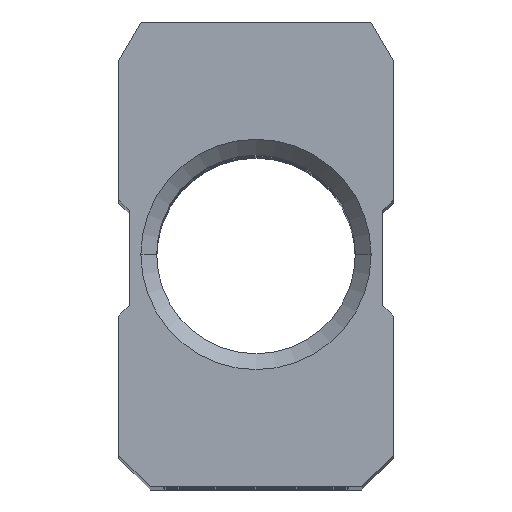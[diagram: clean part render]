
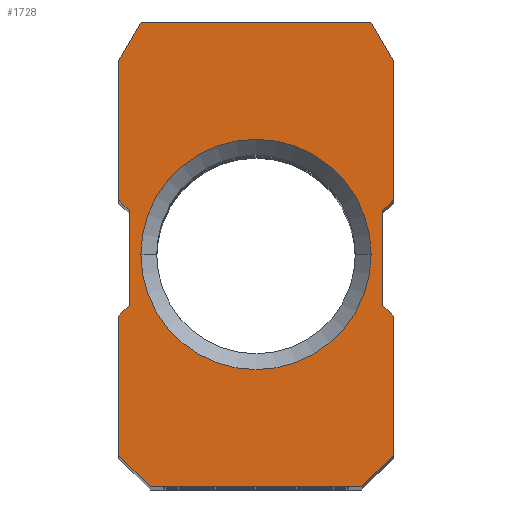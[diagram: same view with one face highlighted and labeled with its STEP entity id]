
A CAD part, top view. The second image highlights one B-rep face of the part: STEP entity #1728.
In plain terms, the highlighted planar face has unit normal (0, 0, 1).
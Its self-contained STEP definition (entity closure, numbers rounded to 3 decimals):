
#12 = CARTESIAN_POINT ( 'NONE',  ( 12., 26.163, 0. ) ) ;
#50 = DIRECTION ( 'NONE',  ( 0.707, 0.707, 0. ) ) ;
#54 = LINE ( 'NONE', #1295, #2675 ) ;
#80 = DIRECTION ( 'NONE',  ( 0.707, 0.707, 0. ) ) ;
#83 = ORIENTED_EDGE ( 'NONE', *, *, #1219, .F. ) ;
#164 = FACE_OUTER_BOUND ( 'NONE', #1287, .T. ) ;
#173 = ORIENTED_EDGE ( 'NONE', *, *, #2521, .T. ) ;
#201 = EDGE_CURVE ( 'NONE', #1863, #621, #1312, .T. ) ;
#226 = DIRECTION ( 'NONE',  ( 1., 0., 0. ) ) ;
#278 = LINE ( 'NONE', #493, #389 ) ;
#379 = CARTESIAN_POINT ( 'NONE',  ( 13., 44., 0. ) ) ;
#389 = VECTOR ( 'NONE', #1652, 1000. ) ;
#394 = VECTOR ( 'NONE', #3018, 1000. ) ;
#493 = CARTESIAN_POINT ( 'NONE',  ( -13.919, 43.081, 0. ) ) ;
#497 = AXIS2_PLACEMENT_3D ( 'NONE', #2501, #2462, #2709 ) ;
#512 = CARTESIAN_POINT ( 'NONE',  ( -10., 0., 0. ) ) ;
#621 = VERTEX_POINT ( 'NONE', #1273 ) ;
#675 = DIRECTION ( 'NONE',  ( 0., -1., 0. ) ) ;
#717 = EDGE_CURVE ( 'NONE', #2652, #2597, #1941, .T. ) ;
#758 = VECTOR ( 'NONE', #2730, 1000. ) ;
#766 = DIRECTION ( 'NONE',  ( 0., 1., 0. ) ) ;
#776 = AXIS2_PLACEMENT_3D ( 'NONE', #2626, #2188, #2871 ) ;
#782 = CARTESIAN_POINT ( 'NONE',  ( 12., 26.163, 0. ) ) ;
#791 = CARTESIAN_POINT ( 'NONE',  ( 0., 22., 0. ) ) ;
#826 = DIRECTION ( 'NONE',  ( 0., 0., -1. ) ) ;
#841 = VERTEX_POINT ( 'NONE', #2309 ) ;
#844 = VERTEX_POINT ( 'NONE', #1160 ) ;
#855 = CARTESIAN_POINT ( 'NONE',  ( -33.5, 23.5, 0. ) ) ;
#880 = DIRECTION ( 'NONE',  ( -0.707, -0.707, 0. ) ) ;
#904 = EDGE_CURVE ( 'NONE', #2990, #2487, #2639, .T. ) ;
#937 = CARTESIAN_POINT ( 'NONE',  ( -13., 0., 0. ) ) ;
#962 = EDGE_CURVE ( 'NONE', #2289, #841, #1133, .T. ) ;
#982 = CARTESIAN_POINT ( 'NONE',  ( -10.9, 22., 0. ) ) ;
#984 = VECTOR ( 'NONE', #2346, 1000. ) ;
#1006 = EDGE_CURVE ( 'NONE', #621, #2597, #2329, .T. ) ;
#1032 = VECTOR ( 'NONE', #1199, 1000. ) ;
#1035 = CARTESIAN_POINT ( 'NONE',  ( -12., 17.163, 0. ) ) ;
#1038 = ORIENTED_EDGE ( 'NONE', *, *, #2319, .F. ) ;
#1040 = ORIENTED_EDGE ( 'NONE', *, *, #2057, .T. ) ;
#1046 = EDGE_CURVE ( 'NONE', #1863, #1685, #3000, .T. ) ;
#1133 = LINE ( 'NONE', #2596, #1032 ) ;
#1139 = ORIENTED_EDGE ( 'NONE', *, *, #1959, .T. ) ;
#1160 = CARTESIAN_POINT ( 'NONE',  ( 13., 40.326, 0. ) ) ;
#1177 = ORIENTED_EDGE ( 'NONE', *, *, #1278, .T. ) ;
#1199 = DIRECTION ( 'NONE',  ( 0., -1., 0. ) ) ;
#1219 = EDGE_CURVE ( 'NONE', #2289, #2341, #54, .T. ) ;
#1220 = CARTESIAN_POINT ( 'NONE',  ( 10.879, 44., 0. ) ) ;
#1240 = LINE ( 'NONE', #379, #758 ) ;
#1242 = CARTESIAN_POINT ( 'NONE',  ( 12., 17.163, 0. ) ) ;
#1252 = DIRECTION ( 'NONE',  ( 1., 0., 0. ) ) ;
#1259 = PLANE ( 'NONE',  #776 ) ;
#1273 = CARTESIAN_POINT ( 'NONE',  ( -13., 40.326, 0. ) ) ;
#1278 = EDGE_CURVE ( 'NONE', #1982, #1602, #1570, .T. ) ;
#1281 = ORIENTED_EDGE ( 'NONE', *, *, #201, .T. ) ;
#1287 = EDGE_LOOP ( 'NONE', ( #1915, #1710, #1480, #1281, #1672, #2186, #1038, #83, #2054, #1139, #1040, #2181, #1861, #1538, #2689, #3050 ) ) ;
#1295 = CARTESIAN_POINT ( 'NONE',  ( 0.919, 30.081, 0. ) ) ;
#1312 = LINE ( 'NONE', #2075, #984 ) ;
#1378 = DIRECTION ( 'NONE',  ( -0.707, 0.707, 0. ) ) ;
#1410 = EDGE_CURVE ( 'NONE', #2635, #2990, #2668, .T. ) ;
#1458 = LINE ( 'NONE', #1518, #2771 ) ;
#1480 = ORIENTED_EDGE ( 'NONE', *, *, #1046, .F. ) ;
#1518 = CARTESIAN_POINT ( 'NONE',  ( 4.909, 54.34, 0. ) ) ;
#1523 = CARTESIAN_POINT ( 'NONE',  ( 13., 27.163, 0. ) ) ;
#1538 = ORIENTED_EDGE ( 'NONE', *, *, #2000, .F. ) ;
#1546 = VERTEX_POINT ( 'NONE', #2824 ) ;
#1570 = CIRCLE ( 'NONE', #2447, 10.9 ) ;
#1572 = VECTOR ( 'NONE', #1677, 1000. ) ;
#1583 = CARTESIAN_POINT ( 'NONE',  ( 13., 16.163, 0. ) ) ;
#1602 = VERTEX_POINT ( 'NONE', #2580 ) ;
#1652 = DIRECTION ( 'NONE',  ( 0.707, -0.707, 0. ) ) ;
#1671 = CARTESIAN_POINT ( 'NONE',  ( -13., 44., 0. ) ) ;
#1672 = ORIENTED_EDGE ( 'NONE', *, *, #1006, .T. ) ;
#1677 = DIRECTION ( 'NONE',  ( 0., -1., 0. ) ) ;
#1685 = VERTEX_POINT ( 'NONE', #1220 ) ;
#1705 = LINE ( 'NONE', #2166, #2843 ) ;
#1710 = ORIENTED_EDGE ( 'NONE', *, *, #2482, .T. ) ;
#1726 = DIRECTION ( 'NONE',  ( 1., 0., 0. ) ) ;
#1728 = ADVANCED_FACE ( 'NONE', ( #1815, #164 ), #1259, .T. ) ;
#1789 = VERTEX_POINT ( 'NONE', #512 ) ;
#1811 = CARTESIAN_POINT ( 'NONE',  ( 10., 0., 0. ) ) ;
#1815 = FACE_BOUND ( 'NONE', #2370, .T. ) ;
#1833 = VECTOR ( 'NONE', #50, 1000. ) ;
#1850 = CARTESIAN_POINT ( 'NONE',  ( -13., 44., 0. ) ) ;
#1861 = ORIENTED_EDGE ( 'NONE', *, *, #2570, .F. ) ;
#1863 = VERTEX_POINT ( 'NONE', #2198 ) ;
#1915 = ORIENTED_EDGE ( 'NONE', *, *, #2877, .F. ) ;
#1941 = LINE ( 'NONE', #2719, #2189 ) ;
#1959 = EDGE_CURVE ( 'NONE', #841, #1789, #2435, .T. ) ;
#1968 = VECTOR ( 'NONE', #226, 1000. ) ;
#1982 = VERTEX_POINT ( 'NONE', #982 ) ;
#1993 = CARTESIAN_POINT ( 'NONE',  ( -13., 27.163, 0. ) ) ;
#2000 = EDGE_CURVE ( 'NONE', #2487, #2773, #278, .T. ) ;
#2054 = ORIENTED_EDGE ( 'NONE', *, *, #962, .T. ) ;
#2057 = EDGE_CURVE ( 'NONE', #1789, #2770, #2737, .T. ) ;
#2075 = CARTESIAN_POINT ( 'NONE',  ( -11.409, 43.081, 0. ) ) ;
#2136 = CARTESIAN_POINT ( 'NONE',  ( -13., 16.163, 0. ) ) ;
#2166 = CARTESIAN_POINT ( 'NONE',  ( -12., 17.163, 0. ) ) ;
#2176 = DIRECTION ( 'NONE',  ( 0., -1., 0. ) ) ;
#2181 = ORIENTED_EDGE ( 'NONE', *, *, #2917, .T. ) ;
#2186 = ORIENTED_EDGE ( 'NONE', *, *, #717, .F. ) ;
#2188 = DIRECTION ( 'NONE',  ( 0., 0., 1. ) ) ;
#2189 = VECTOR ( 'NONE', #1378, 1000. ) ;
#2198 = CARTESIAN_POINT ( 'NONE',  ( -10.879, 44., 0. ) ) ;
#2227 = CARTESIAN_POINT ( 'NONE',  ( -12., 26.163, 0. ) ) ;
#2258 = VECTOR ( 'NONE', #880, 1000. ) ;
#2289 = VERTEX_POINT ( 'NONE', #2136 ) ;
#2309 = CARTESIAN_POINT ( 'NONE',  ( -13., 3., 0. ) ) ;
#2319 = EDGE_CURVE ( 'NONE', #2341, #2652, #1705, .T. ) ;
#2329 = LINE ( 'NONE', #1850, #2925 ) ;
#2341 = VERTEX_POINT ( 'NONE', #1035 ) ;
#2346 = DIRECTION ( 'NONE',  ( -0.5, -0.866, 0. ) ) ;
#2370 = EDGE_LOOP ( 'NONE', ( #173, #1177 ) ) ;
#2435 = LINE ( 'NONE', #855, #394 ) ;
#2447 = AXIS2_PLACEMENT_3D ( 'NONE', #791, #826, #1726 ) ;
#2462 = DIRECTION ( 'NONE',  ( 0., 0., -1. ) ) ;
#2482 = EDGE_CURVE ( 'NONE', #844, #1685, #1458, .T. ) ;
#2487 = VERTEX_POINT ( 'NONE', #1242 ) ;
#2491 = VECTOR ( 'NONE', #2176, 1000. ) ;
#2501 = CARTESIAN_POINT ( 'NONE',  ( 0., 22., 0. ) ) ;
#2521 = EDGE_CURVE ( 'NONE', #1602, #1982, #2634, .T. ) ;
#2570 = EDGE_CURVE ( 'NONE', #2773, #1546, #1240, .T. ) ;
#2580 = CARTESIAN_POINT ( 'NONE',  ( 10.9, 22., 0. ) ) ;
#2596 = CARTESIAN_POINT ( 'NONE',  ( -13., 44., 0. ) ) ;
#2597 = VERTEX_POINT ( 'NONE', #1993 ) ;
#2607 = CARTESIAN_POINT ( 'NONE',  ( 20.5, 10.5, 0. ) ) ;
#2626 = CARTESIAN_POINT ( 'NONE',  ( -13., 44., 0. ) ) ;
#2634 = CIRCLE ( 'NONE', #497, 10.9 ) ;
#2635 = VERTEX_POINT ( 'NONE', #1523 ) ;
#2639 = LINE ( 'NONE', #12, #1572 ) ;
#2644 = CARTESIAN_POINT ( 'NONE',  ( 13., 44., 0. ) ) ;
#2652 = VERTEX_POINT ( 'NONE', #2227 ) ;
#2668 = LINE ( 'NONE', #2948, #2258 ) ;
#2675 = VECTOR ( 'NONE', #80, 1000. ) ;
#2689 = ORIENTED_EDGE ( 'NONE', *, *, #904, .F. ) ;
#2709 = DIRECTION ( 'NONE',  ( 1., 0., 0. ) ) ;
#2719 = CARTESIAN_POINT ( 'NONE',  ( -21.419, 35.581, 0. ) ) ;
#2730 = DIRECTION ( 'NONE',  ( 0., -1., 0. ) ) ;
#2737 = LINE ( 'NONE', #937, #1968 ) ;
#2770 = VERTEX_POINT ( 'NONE', #1811 ) ;
#2771 = VECTOR ( 'NONE', #2868, 1000. ) ;
#2773 = VERTEX_POINT ( 'NONE', #1583 ) ;
#2824 = CARTESIAN_POINT ( 'NONE',  ( 13., 3., 0. ) ) ;
#2843 = VECTOR ( 'NONE', #766, 1000. ) ;
#2868 = DIRECTION ( 'NONE',  ( -0.5, 0.866, 0. ) ) ;
#2871 = DIRECTION ( 'NONE',  ( 1., 0., 0. ) ) ;
#2877 = EDGE_CURVE ( 'NONE', #844, #2635, #3045, .T. ) ;
#2917 = EDGE_CURVE ( 'NONE', #2770, #1546, #2972, .T. ) ;
#2925 = VECTOR ( 'NONE', #675, 1000. ) ;
#2948 = CARTESIAN_POINT ( 'NONE',  ( 8.419, 22.581, 0. ) ) ;
#2964 = VECTOR ( 'NONE', #1252, 1000. ) ;
#2972 = LINE ( 'NONE', #2607, #1833 ) ;
#2990 = VERTEX_POINT ( 'NONE', #782 ) ;
#3000 = LINE ( 'NONE', #1671, #2964 ) ;
#3018 = DIRECTION ( 'NONE',  ( 0.707, -0.707, 0. ) ) ;
#3045 = LINE ( 'NONE', #2644, #2491 ) ;
#3050 = ORIENTED_EDGE ( 'NONE', *, *, #1410, .F. ) ;
